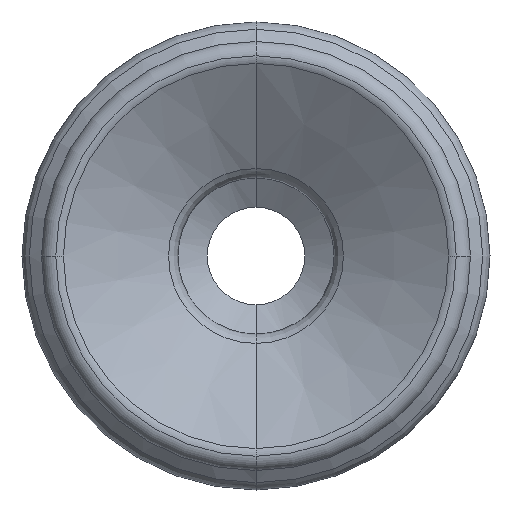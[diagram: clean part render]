
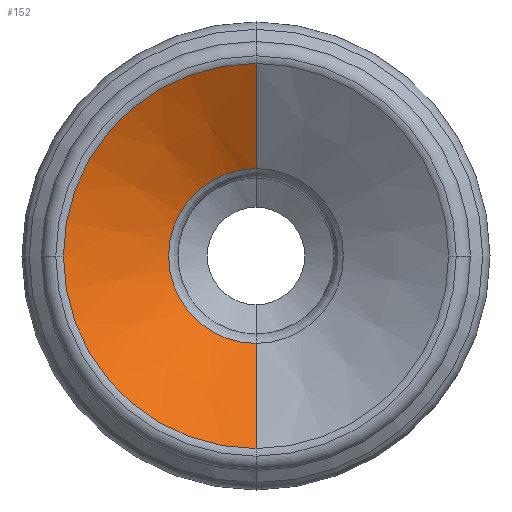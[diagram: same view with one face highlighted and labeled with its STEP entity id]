
A CAD part, front view. The second image highlights one B-rep face of the part: STEP entity #152.
In plain terms, the highlighted conical face has half-angle 58.657 degrees and reference radius 3.95 mm.
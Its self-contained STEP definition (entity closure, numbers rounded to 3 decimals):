
#152=ADVANCED_FACE('',(#377),#378,.F.);
#377=FACE_OUTER_BOUND('',#681,.T.);
#378=CONICAL_SURFACE('',#682,3.95,1.024);
#681=EDGE_LOOP('',(#3798,#3799,#3800,#3801,#3802));
#682=AXIS2_PLACEMENT_3D('',#3803,#3804,#3805);
#3798=ORIENTED_EDGE('',*,*,#4441,.T.);
#3799=ORIENTED_EDGE('',*,*,#4479,.T.);
#3800=ORIENTED_EDGE('',*,*,#4480,.F.);
#3801=ORIENTED_EDGE('',*,*,#4481,.F.);
#3802=ORIENTED_EDGE('',*,*,#4482,.F.);
#3803=CARTESIAN_POINT('',(0.0,-11.856,0.0));
#3804=DIRECTION('',(0.0,-1.0,-0.0));
#3805=DIRECTION('',(0.0,0.0,-1.0));
#4441=EDGE_CURVE('',#4772,#4776,#4778,.T.);
#4479=EDGE_CURVE('',#4776,#4832,#4833,.T.);
#4480=EDGE_CURVE('',#4834,#4832,#4835,.T.);
#4481=EDGE_CURVE('',#4757,#4834,#4836,.T.);
#4482=EDGE_CURVE('',#4772,#4757,#4837,.T.);
#4757=VERTEX_POINT('',#5212);
#4772=VERTEX_POINT('',#5227);
#4776=VERTEX_POINT('',#5231);
#4778=CIRCLE('',#5233,1.792);
#4832=VERTEX_POINT('',#5293);
#4833=LINE('',#5294,#5295);
#4834=VERTEX_POINT('',#5296);
#4835=CIRCLE('',#5297,3.95);
#4836=CIRCLE('',#5298,3.95);
#4837=LINE('',#5299,#5300);
#5212=CARTESIAN_POINT('',(0.0,-11.856,-3.95));
#5227=CARTESIAN_POINT('',(0.0,-10.542,-1.792));
#5231=CARTESIAN_POINT('',(0.,-10.542,1.792));
#5233=AXIS2_PLACEMENT_3D('',#6937,#6938,#6939);
#5293=CARTESIAN_POINT('',(0.0,-11.856,3.95));
#5294=CARTESIAN_POINT('',(0.,-11.856,3.95));
#5295=VECTOR('',#7009,1000.0);
#5296=CARTESIAN_POINT('',(-3.95,-11.856,0.0));
#5297=AXIS2_PLACEMENT_3D('',#7010,#7011,#7012);
#5298=AXIS2_PLACEMENT_3D('',#7013,#7014,#7015);
#5299=CARTESIAN_POINT('',(0.0,-11.856,-3.95));
#5300=VECTOR('',#7016,1000.0);
#6937=CARTESIAN_POINT('',(0.0,-10.542,0.0));
#6938=DIRECTION('',(0.0,1.0,0.0));
#6939=DIRECTION('',(0.0,0.0,1.0));
#7009=DIRECTION('',(0.,-0.52,0.854));
#7010=CARTESIAN_POINT('',(0.0,-11.856,0.0));
#7011=DIRECTION('',(0.0,1.0,0.0));
#7012=DIRECTION('',(0.0,0.0,1.0));
#7013=CARTESIAN_POINT('',(0.0,-11.856,0.0));
#7014=DIRECTION('',(0.0,1.0,0.0));
#7015=DIRECTION('',(0.0,0.0,1.0));
#7016=DIRECTION('',(0.0,-0.52,-0.854));
